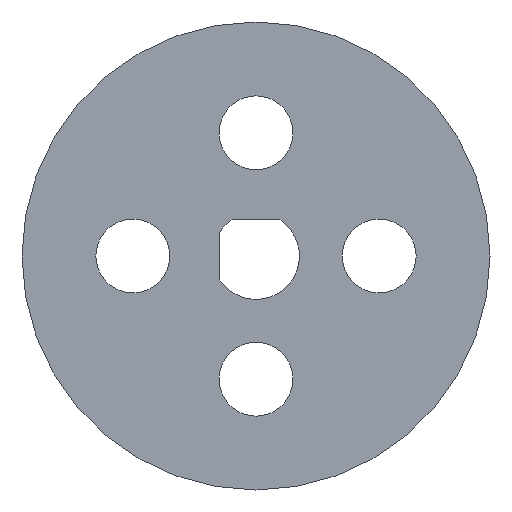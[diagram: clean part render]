
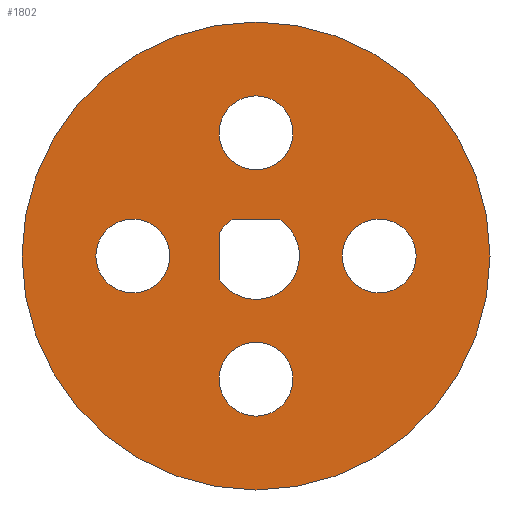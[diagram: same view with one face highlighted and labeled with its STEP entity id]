
A CAD part, front view. The second image highlights one B-rep face of the part: STEP entity #1802.
In plain terms, the highlighted planar face has unit normal (0, -1, 0).
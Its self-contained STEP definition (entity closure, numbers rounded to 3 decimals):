
#26=FACE_BOUND('',#232,.T.);
#27=FACE_BOUND('',#233,.T.);
#28=FACE_BOUND('',#234,.T.);
#29=FACE_BOUND('',#235,.T.);
#30=FACE_BOUND('',#236,.T.);
#35=PLANE('',#2101);
#130=FACE_OUTER_BOUND('',#231,.T.);
#231=EDGE_LOOP('',(#1609));
#232=EDGE_LOOP('',(#1610));
#233=EDGE_LOOP('',(#1611));
#234=EDGE_LOOP('',(#1612));
#235=EDGE_LOOP('',(#1613,#1614,#1615,#1616,#1617,#1618));
#236=EDGE_LOOP('',(#1619));
#324=LINE('',#3248,#419);
#328=LINE('',#3285,#423);
#419=VECTOR('',#2659,10.);
#423=VECTOR('',#2721,10.);
#584=CIRCLE('',#2054,0.7);
#585=CIRCLE('',#2056,7.05);
#586=CIRCLE('',#2058,0.7);
#598=CIRCLE('',#2083,6.);
#599=CIRCLE('',#2085,6.);
#600=CIRCLE('',#2087,6.);
#601=CIRCLE('',#2090,7.05);
#602=CIRCLE('',#2092,6.);
#607=CIRCLE('',#2099,38.);
#778=VERTEX_POINT('',#3232);
#779=VERTEX_POINT('',#3234);
#780=VERTEX_POINT('',#3238);
#781=VERTEX_POINT('',#3242);
#782=VERTEX_POINT('',#3244);
#783=VERTEX_POINT('',#3272);
#784=VERTEX_POINT('',#3276);
#785=VERTEX_POINT('',#3280);
#786=VERTEX_POINT('',#3284);
#787=VERTEX_POINT('',#3290);
#791=VERTEX_POINT('',#3302);
#1032=EDGE_CURVE('',#778,#779,#584,.T.);
#1035=EDGE_CURVE('',#778,#780,#585,.T.);
#1037=EDGE_CURVE('',#781,#782,#586,.T.);
#1039=EDGE_CURVE('',#781,#779,#324,.T.);
#1052=EDGE_CURVE('',#783,#783,#598,.T.);
#1054=EDGE_CURVE('',#784,#784,#599,.T.);
#1056=EDGE_CURVE('',#785,#785,#600,.T.);
#1057=EDGE_CURVE('',#780,#786,#328,.T.);
#1059=EDGE_CURVE('',#786,#782,#601,.T.);
#1061=EDGE_CURVE('',#787,#787,#602,.T.);
#1067=EDGE_CURVE('',#791,#791,#607,.T.);
#1609=ORIENTED_EDGE('',*,*,#1067,.T.);
#1610=ORIENTED_EDGE('',*,*,#1052,.T.);
#1611=ORIENTED_EDGE('',*,*,#1054,.T.);
#1612=ORIENTED_EDGE('',*,*,#1056,.T.);
#1613=ORIENTED_EDGE('',*,*,#1039,.T.);
#1614=ORIENTED_EDGE('',*,*,#1032,.F.);
#1615=ORIENTED_EDGE('',*,*,#1035,.T.);
#1616=ORIENTED_EDGE('',*,*,#1057,.T.);
#1617=ORIENTED_EDGE('',*,*,#1059,.T.);
#1618=ORIENTED_EDGE('',*,*,#1037,.F.);
#1619=ORIENTED_EDGE('',*,*,#1061,.T.);
#1802=ADVANCED_FACE('',(#130,#26,#27,#28,#29,#30),#35,.F.);
#2054=AXIS2_PLACEMENT_3D('',#3235,#2643,#2644);
#2056=AXIS2_PLACEMENT_3D('',#3240,#2649,#2650);
#2058=AXIS2_PLACEMENT_3D('',#3245,#2654,#2655);
#2083=AXIS2_PLACEMENT_3D('',#3274,#2707,#2708);
#2085=AXIS2_PLACEMENT_3D('',#3278,#2712,#2713);
#2087=AXIS2_PLACEMENT_3D('',#3282,#2717,#2718);
#2090=AXIS2_PLACEMENT_3D('',#3288,#2725,#2726);
#2092=AXIS2_PLACEMENT_3D('',#3292,#2730,#2731);
#2099=AXIS2_PLACEMENT_3D('',#3304,#2745,#2746);
#2101=AXIS2_PLACEMENT_3D('',#3306,#2749,#2750);
#2643=DIRECTION('center_axis',(0.,-1.,0.));
#2644=DIRECTION('ref_axis',(0.288,0.,0.958));
#2649=DIRECTION('center_axis',(0.,1.,0.));
#2650=DIRECTION('ref_axis',(1.,0.,0.));
#2654=DIRECTION('center_axis',(0.,-1.,0.));
#2655=DIRECTION('ref_axis',(-0.288,0.,0.958));
#2659=DIRECTION('',(1.,0.,0.));
#2707=DIRECTION('center_axis',(0.,1.,0.));
#2708=DIRECTION('ref_axis',(1.,0.,0.));
#2712=DIRECTION('center_axis',(0.,1.,0.));
#2713=DIRECTION('ref_axis',(1.,0.,0.));
#2717=DIRECTION('center_axis',(0.,1.,0.));
#2718=DIRECTION('ref_axis',(1.,0.,0.));
#2721=DIRECTION('',(0.,0.,1.));
#2725=DIRECTION('center_axis',(0.,1.,0.));
#2726=DIRECTION('ref_axis',(1.,0.,0.));
#2730=DIRECTION('center_axis',(0.,1.,0.));
#2731=DIRECTION('ref_axis',(1.,0.,0.));
#2745=DIRECTION('center_axis',(0.,-1.,0.));
#2746=DIRECTION('ref_axis',(1.,0.,0.));
#2749=DIRECTION('center_axis',(0.,1.,0.));
#2750=DIRECTION('ref_axis',(0.,0.,1.));
#3232=CARTESIAN_POINT('',(3.883,0.,5.884));
#3234=CARTESIAN_POINT('',(3.497,0.,6.));
#3235=CARTESIAN_POINT('Origin',(3.497,0.,5.3));
#3238=CARTESIAN_POINT('',(-6.,0.,-3.702));
#3240=CARTESIAN_POINT('Origin',(0.,0.,0.));
#3242=CARTESIAN_POINT('',(-3.497,0.,6.));
#3244=CARTESIAN_POINT('',(-3.883,0.,5.884));
#3245=CARTESIAN_POINT('Origin',(-3.497,0.,5.3));
#3248=CARTESIAN_POINT('',(1.851,0.,6.));
#3272=CARTESIAN_POINT('',(-6.,0.,-20.));
#3274=CARTESIAN_POINT('Origin',(0.,0.,-20.));
#3276=CARTESIAN_POINT('',(14.,0.,0.));
#3278=CARTESIAN_POINT('Origin',(20.,0.,0.));
#3280=CARTESIAN_POINT('',(-26.,0.,0.));
#3282=CARTESIAN_POINT('Origin',(-20.,0.,0.));
#3284=CARTESIAN_POINT('',(-6.,0.,3.702));
#3285=CARTESIAN_POINT('',(-6.,0.,1.851));
#3288=CARTESIAN_POINT('Origin',(0.,0.,0.));
#3290=CARTESIAN_POINT('',(-6.,0.,20.));
#3292=CARTESIAN_POINT('Origin',(0.,0.,20.));
#3302=CARTESIAN_POINT('',(38.,0.,0.));
#3304=CARTESIAN_POINT('Origin',(0.,0.,0.));
#3306=CARTESIAN_POINT('Origin',(0.,0.,0.));
